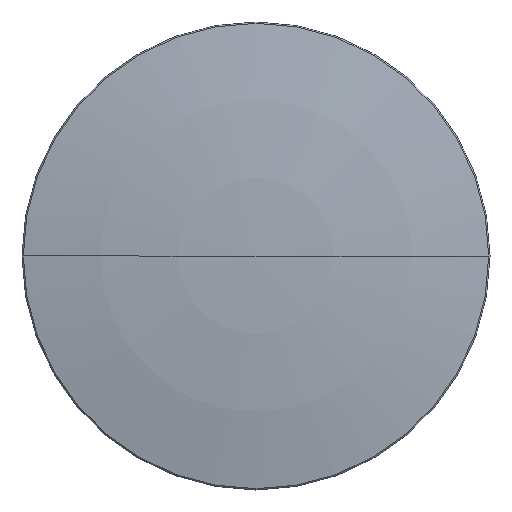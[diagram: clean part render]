
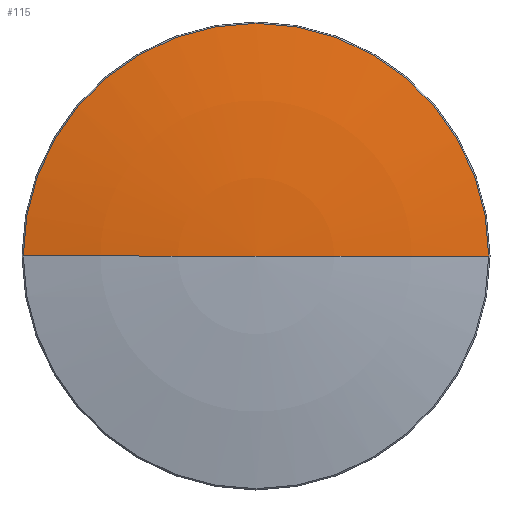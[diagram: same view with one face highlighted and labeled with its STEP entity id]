
A CAD part, left-side view. The second image highlights one B-rep face of the part: STEP entity #115.
In plain terms, the highlighted toroidal (fillet/blend) face has major radius 0.498 mm and minor radius 136.8 mm.
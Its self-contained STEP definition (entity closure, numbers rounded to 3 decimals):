
#18 = ORIENTED_EDGE ( 'NONE', *, *, #19, .F. ) ;
#19 = EDGE_CURVE ( 'NONE', #149, #37, #184, .T. ) ;
#37 = VERTEX_POINT ( 'NONE', #371 ) ;
#115 = ADVANCED_FACE ( 'NONE', ( #243 ), #210, .T. ) ;
#116 = ORIENTED_EDGE ( 'NONE', *, *, #146, .T. ) ;
#117 = EDGE_LOOP ( 'NONE', ( #116, #120, #18 ) ) ;
#119 = EDGE_CURVE ( 'NONE', #147, #37, #327, .T. ) ;
#120 = ORIENTED_EDGE ( 'NONE', *, *, #119, .T. ) ;
#146 = EDGE_CURVE ( 'NONE', #149, #147, #322, .T. ) ;
#147 = VERTEX_POINT ( 'NONE', #317 ) ;
#149 = VERTEX_POINT ( 'NONE', #316 ) ;
#165 = CARTESIAN_POINT ( 'NONE',  ( 132.899, -0.498, 0. ) ) ;
#184 = CIRCLE ( 'NONE', #193, 136.8 ) ;
#190 = DIRECTION ( 'NONE',  ( 0., 0., -1. ) ) ;
#192 = DIRECTION ( 'NONE',  ( -1., 0., 0. ) ) ;
#193 = AXIS2_PLACEMENT_3D ( 'NONE', #165, #190, #192 ) ;
#210 = TOROIDAL_SURFACE ( 'NONE', #335, 0.498, 136.8 ) ;
#243 = FACE_OUTER_BOUND ( 'NONE', #117, .T. ) ;
#316 = CARTESIAN_POINT ( 'NONE',  ( -1.641, -25.259, 0. ) ) ;
#317 = CARTESIAN_POINT ( 'NONE',  ( -1.641, 25.259, 0. ) ) ;
#318 = DIRECTION ( 'NONE',  ( 0., -1., 0. ) ) ;
#319 = DIRECTION ( 'NONE',  ( -1., 0., 0. ) ) ;
#320 = CARTESIAN_POINT ( 'NONE',  ( -1.641, 0., 0. ) ) ;
#321 = AXIS2_PLACEMENT_3D ( 'NONE', #320, #319, #318 ) ;
#322 = CIRCLE ( 'NONE', #321, 25.259 ) ;
#323 = DIRECTION ( 'NONE',  ( 0., -1., 0. ) ) ;
#324 = DIRECTION ( 'NONE',  ( 0., 0., 1. ) ) ;
#325 = CARTESIAN_POINT ( 'NONE',  ( 132.899, 0.498, 0. ) ) ;
#326 = AXIS2_PLACEMENT_3D ( 'NONE', #325, #324, #323 ) ;
#327 = CIRCLE ( 'NONE', #326, 136.8 ) ;
#332 = DIRECTION ( 'NONE',  ( 0., -1., 0. ) ) ;
#333 = DIRECTION ( 'NONE',  ( -1., 0., 0. ) ) ;
#334 = CARTESIAN_POINT ( 'NONE',  ( 132.899, 0., 0. ) ) ;
#335 = AXIS2_PLACEMENT_3D ( 'NONE', #334, #333, #332 ) ;
#371 = CARTESIAN_POINT ( 'NONE',  ( -3.9, 0., 0. ) ) ;
